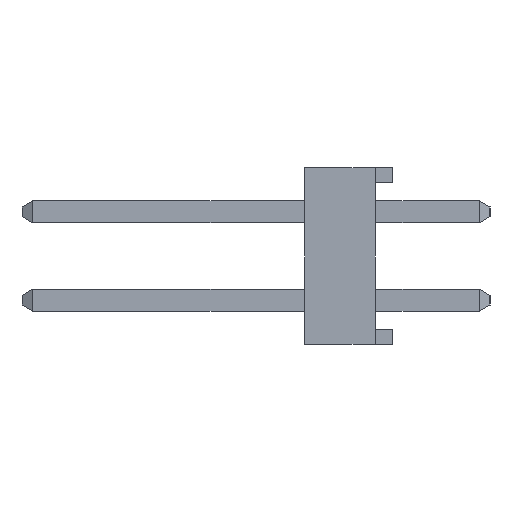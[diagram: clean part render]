
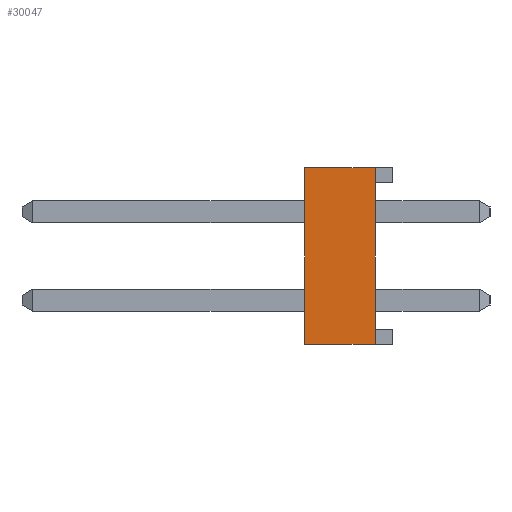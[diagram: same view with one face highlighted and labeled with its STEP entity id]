
A CAD part, left-side view. The second image highlights one B-rep face of the part: STEP entity #30047.
In plain terms, the highlighted planar face has unit normal (-1, 0, 0).
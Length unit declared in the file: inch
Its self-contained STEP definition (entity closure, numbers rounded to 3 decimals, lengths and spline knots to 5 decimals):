
#6247=ORIENTED_EDGE('',*,*,#12255,.F.);
#6248=ORIENTED_EDGE('',*,*,#10889,.F.);
#6249=ORIENTED_EDGE('',*,*,#12256,.F.);
#6250=ORIENTED_EDGE('',*,*,#11098,.T.);
#10889=EDGE_CURVE('',#14257,#14258,#17599,.T.);
#11098=EDGE_CURVE('',#14391,#14390,#17808,.T.);
#12255=EDGE_CURVE('',#14258,#14390,#18965,.T.);
#12256=EDGE_CURVE('',#14391,#14257,#18966,.T.);
#14257=VERTEX_POINT('',#44736);
#14258=VERTEX_POINT('',#44738);
#14390=VERTEX_POINT('',#45098);
#14391=VERTEX_POINT('',#45100);
#17599=LINE('',#44737,#21765);
#17808=LINE('',#45099,#21974);
#18965=LINE('',#47358,#23131);
#18966=LINE('',#47359,#23132);
#21765=VECTOR('',#36381,39.37008);
#21974=VECTOR('',#36630,39.37008);
#23131=VECTOR('',#38627,39.37008);
#23132=VECTOR('',#38628,39.37008);
#24803=EDGE_LOOP('',(#6247,#6248,#6249,#6250));
#26631=FACE_BOUND('',#24803,.T.);
#28379=PLANE('',#31742);
#30047=ADVANCED_FACE('',(#26631),#28379,.F.);
#31742=AXIS2_PLACEMENT_3D('',#47357,#38625,#38626);
#36381=DIRECTION('',(0.,-1.,0.));
#36630=DIRECTION('',(0.,-1.,0.));
#38625=DIRECTION('',(1.,0.,0.));
#38626=DIRECTION('',(0.,0.,-1.));
#38627=DIRECTION('',(0.,0.,-1.));
#38628=DIRECTION('',(0.,0.,1.));
#44736=CARTESIAN_POINT('',(-1.,0.1,0.1));
#44737=CARTESIAN_POINT('',(-1.,0.1,0.1));
#44738=CARTESIAN_POINT('',(-1.,0.02,0.1));
#45098=CARTESIAN_POINT('',(-1.,0.02,-0.1));
#45099=CARTESIAN_POINT('',(-1.,0.1,-0.1));
#45100=CARTESIAN_POINT('',(-1.,0.1,-0.1));
#47357=CARTESIAN_POINT('',(-1.,0.1,-0.1));
#47358=CARTESIAN_POINT('',(-1.,0.02,-0.1));
#47359=CARTESIAN_POINT('',(-1.,0.1,-0.1));
